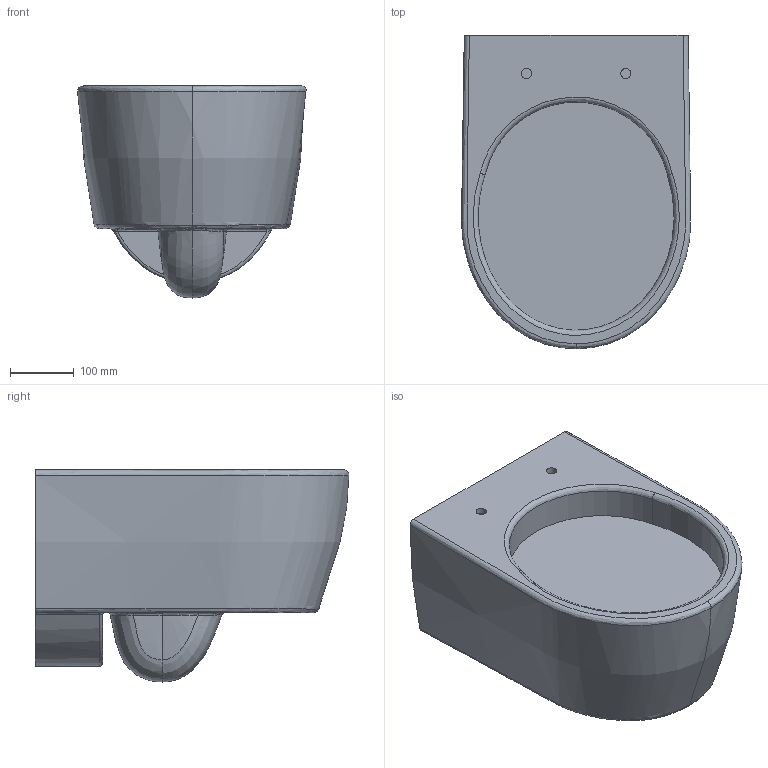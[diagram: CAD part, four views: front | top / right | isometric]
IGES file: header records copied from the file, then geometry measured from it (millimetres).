
Global section: file name: 204070600; native system: Autodesk Inventor 2018; preprocessor: unknown; author: JANAN; date: 20210106.151415; units: millimetre
Bounding box: 357.86 x 490.52 x 331.51 mm (x, y, z)
Volume: 29935873.7 mm3; surface area: 728512.7 mm2
Topology: 1 solids, 1 shells, 56 faces, 130 edges, 79 vertices
Faces by surface type: bspline 56
